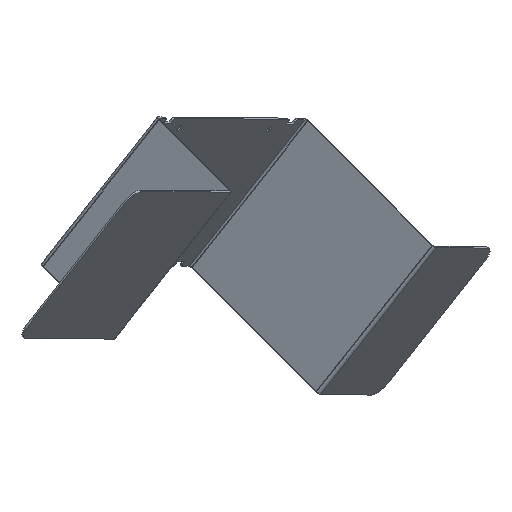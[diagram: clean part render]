
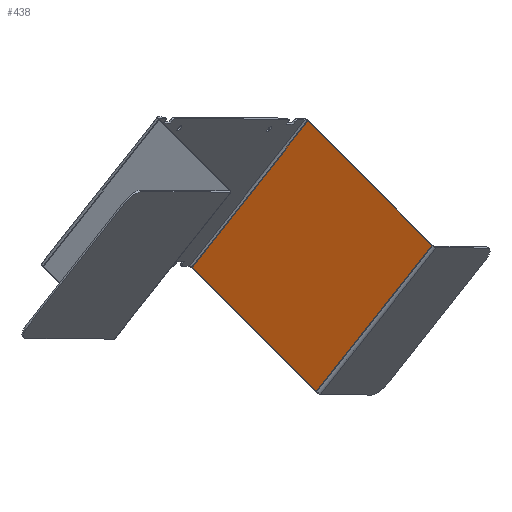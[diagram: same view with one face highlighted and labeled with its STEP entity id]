
A CAD part, isometric view. The second image highlights one B-rep face of the part: STEP entity #438.
In plain terms, the highlighted face is planar.
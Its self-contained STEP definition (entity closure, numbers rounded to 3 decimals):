
#386=CARTESIAN_POINT('Vertex',(-49.4,-58.5,-30.)) ;
#389=CARTESIAN_POINT('Line Origine',(-49.4,-58.5,0.)) ;
#393=CARTESIAN_POINT('Vertex',(-49.4,-58.5,30.)) ;
#408=CARTESIAN_POINT('Axis2P3D Location',(-49.4,-1.2,0.)) ;
#413=CARTESIAN_POINT('Line Origine',(-49.4,-29.85,-30.)) ;
#417=CARTESIAN_POINT('Vertex',(-49.4,-1.2,-30.)) ;
#420=CARTESIAN_POINT('Line Origine',(-49.4,-1.2,0.)) ;
#424=CARTESIAN_POINT('Vertex',(-49.4,-1.2,30.)) ;
#427=CARTESIAN_POINT('Line Origine',(-49.4,-29.85,30.)) ;
#390=DIRECTION('Vector Direction',(0.,0.,1.)) ;
#409=DIRECTION('Axis2P3D Direction',(-1.,0.,0.)) ;
#410=DIRECTION('Axis2P3D XDirection',(0.,-1.,0.)) ;
#414=DIRECTION('Vector Direction',(0.,-1.,0.)) ;
#421=DIRECTION('Vector Direction',(0.,0.,1.)) ;
#428=DIRECTION('Vector Direction',(0.,-1.,0.)) ;
#411=AXIS2_PLACEMENT_3D('Plane Axis2P3D',#408,#409,#410) ;
#433=ORIENTED_EDGE('',*,*,#395,.F.) ;
#434=ORIENTED_EDGE('',*,*,#419,.T.) ;
#435=ORIENTED_EDGE('',*,*,#426,.T.) ;
#436=ORIENTED_EDGE('',*,*,#431,.F.) ;
#391=VECTOR('Line Direction',#390,1.) ;
#415=VECTOR('Line Direction',#414,1.) ;
#422=VECTOR('Line Direction',#421,1.) ;
#429=VECTOR('Line Direction',#428,1.) ;
#438=ADVANCED_FACE('PartBody',(#437),#412,.F.) ;
#395=EDGE_CURVE('',#387,#394,#392,.T.) ;
#419=EDGE_CURVE('',#387,#418,#416,.F.) ;
#426=EDGE_CURVE('',#418,#425,#423,.T.) ;
#431=EDGE_CURVE('',#394,#425,#430,.F.) ;
#432=EDGE_LOOP('',(#433,#434,#435,#436)) ;
#437=FACE_OUTER_BOUND('',#432,.T.) ;
#392=LINE('Line',#389,#391) ;
#416=LINE('Line',#413,#415) ;
#423=LINE('Line',#420,#422) ;
#430=LINE('Line',#427,#429) ;
#412=PLANE('',#411) ;
#387=VERTEX_POINT('',#386) ;
#394=VERTEX_POINT('',#393) ;
#418=VERTEX_POINT('',#417) ;
#425=VERTEX_POINT('',#424) ;
